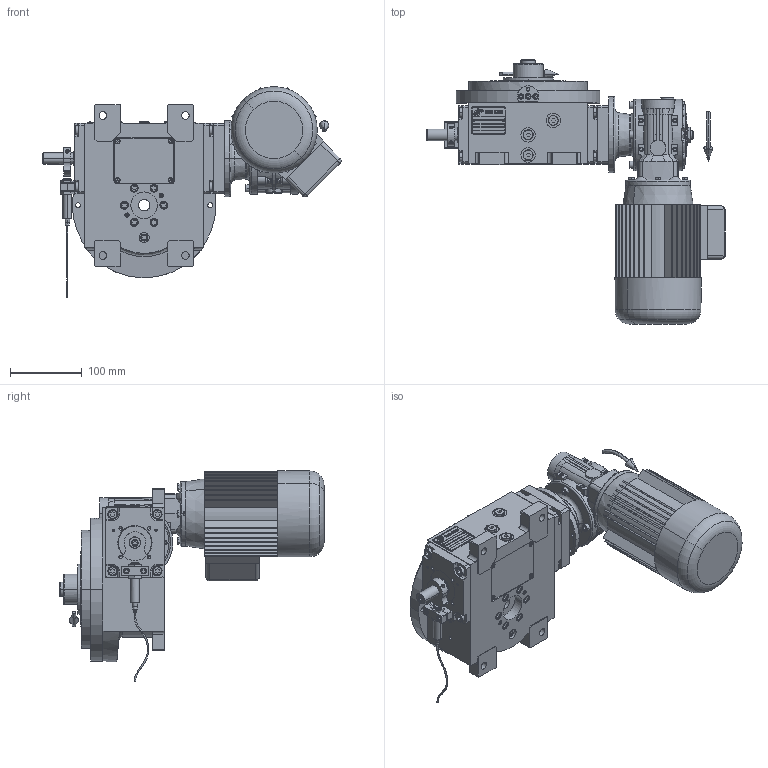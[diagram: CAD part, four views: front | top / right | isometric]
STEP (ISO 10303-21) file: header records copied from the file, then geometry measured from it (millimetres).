
FILE_DESCRIPTION (( 'STEP AP214' ), '1' );
FILE_NAME ('PC5200437.step', '2024-06-26T06:16:00', ( '' ), ( '' ), 'SwSTEP 2.0', 'SolidWorks 2020', '' );
FILE_SCHEMA (( 'AUTOMOTIVE_DESIGN' ));
Length unit declared in the file: millimetre
Products named in the file (92): rig04_014; cfn2000_01_129; cfn2401_01_003; AS_rig04_014; AS_cfn2476_01_001_48x38; cfn2151_01_162; cfn2000_01_147; olio_agip_blasia_150; CFN2000_01_185.stp; cfn2000_01_151; RIG06_021_AF0.stp; RIG04_005_S_001_ASM.stp; CFN2155_01_007.stp; cfn2003_01_063; rig04_004_s_001; cfn2128_05_006; rig04_001_a_001; cfn2104_01_002; PC5200437; AS_rig04_004_s_002; cfn2400_04_003; cfn2107_01_001; freccia_angolare; rig04_004; cfn2104_01_016; rig04_007_master; rig04_015; CFN2223_01-390X6-B.stp; cfn2010_01_015.prt; rig04_004_s_002; rig04_071_6_m_n_02.stp; cfn2128_04_011; cfn2000_01_161; cfn2070_05_001; CFN2203_02_001.stp; cfn2476_01_001_48x38; cfn2077_01_018; cfn2155_01_038; rig04_003_6; 900_38_30_003 ...
Assembly tree (85 placements, depth 5):
  cfn2151_01_162
  olio_agip_blasia_150
  PC5200437
    rig04_001_a_001
    AS_cfn2476_01_001_48x38
      cfn2476_01_001_48x38
      cfn2107_01_001
      cfn2107_01_001
    AS_rig04_071_6_m_n_02
      rig04_071_6_m_n_02.stp
        RIG04_005_S_001_ASM.stp
          RIG06_021_AF0.stp
          CFN2000_01_185.stp
          CFN2000_01_185.stp
          CFN2104_02_017.stp
        CFN2155_01_007.stp
        CFN2010_02_002.stp
      rig04_003_6
      rig04_005_s_001
      cfn2000_01_147
      cfn2000_01_147
      cfn2000_01_147
      cfn2000_01_147
      cfn2000_01_147
      cfn2000_01_147
      cfn2000_01_147
      cfn2000_01_147
      cfn2104_01_016  x2
    AS_rig04_014
      rig04_014
      cfn2000_01_151
      cfn2000_01_151
      cfn2000_01_151
      cfn2000_01_151
      cfn2000_01_151
      cfn2000_01_151
      cfn2155_01_186
      cfn2104_01_002
      cfn2104_01_002
    AS_rig04_004_s_002
      rig04_004_s_002
      cfn2155_01_038
      cfn2070_05_001
      cfn2000_01_129
      cfn2000_01_129  x2
      cfn2000_01_129
    AS_rig04_004
      rig04_004
      cfn2155_01_055
      cfn2070_05_001
      cfn2000_01_129  x2
      cfn2000_01_129
      cfn2000_01_129
    AS_rig04_002_bl_004
      rig04_002_bl_004
      cfn2115_02_182
    AS_rig04_004_s_001
      rig04_004_s_001
      cfn2000_01_129
      cfn2000_01_129
Bounding box: 415.37 x 368 x 293.07 mm (x, y, z)
Volume: 4194658 mm3; surface area: 802750.8 mm2
Topology: 87 solids, 89 shells, 3971 faces, 9908 edges, 6340 vertices
Faces by surface type: plane 1928, cylinder 1317, cone 555, torus 141, bspline 20, sphere 10
Entity records: 130418 total; most frequent: CARTESIAN_POINT 32294, DIRECTION 19858, ORIENTED_EDGE 19078, EDGE_CURVE 9541, AXIS2_PLACEMENT_3D 7189, VERTEX_POINT 6171, LINE 5480, VECTOR 5480
